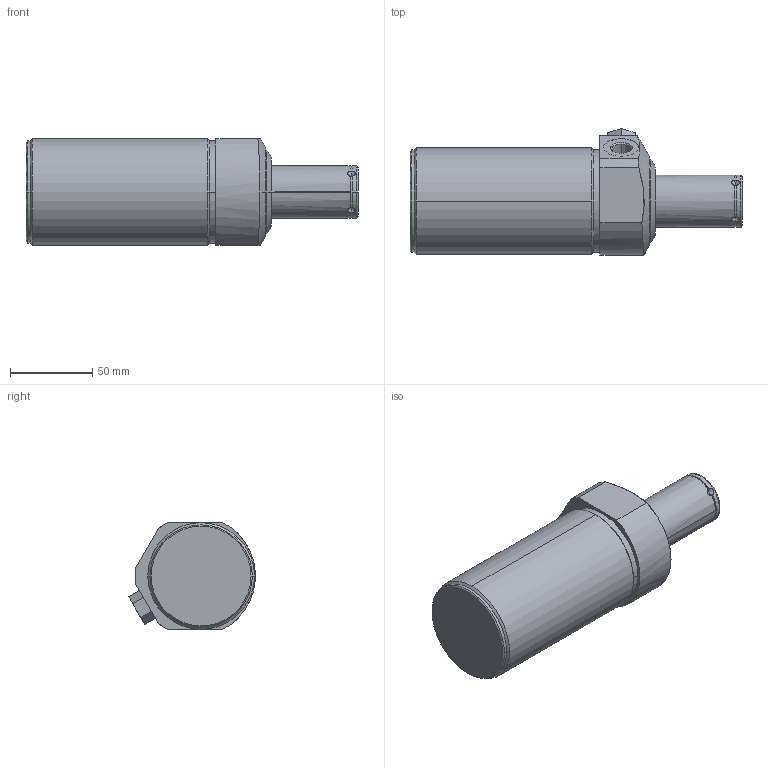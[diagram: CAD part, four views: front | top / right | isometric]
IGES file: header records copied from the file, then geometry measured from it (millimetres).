
Start section:  PTC IGES file: ilcm41502212.igs
Global section: file name: ilcm41502212.igs; native system: Creo Parametric by Parametric Technology Corporation; preprocessor: 2013320; author: ngp; organization: Unknown; date: 20180725.095335; units: millimetre
Bounding box: 201.85 x 77.02 x 65 mm (x, y, z)
Surface area: 46839.1 mm2 (no closed solid volume)
Topology: 0 solids, 0 shells, 92 faces, 649 edges, 805 vertices
Faces by surface type: revolution 62, bspline 30
